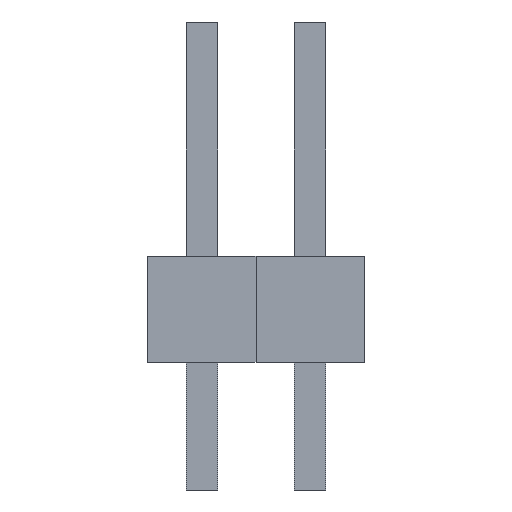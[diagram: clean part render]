
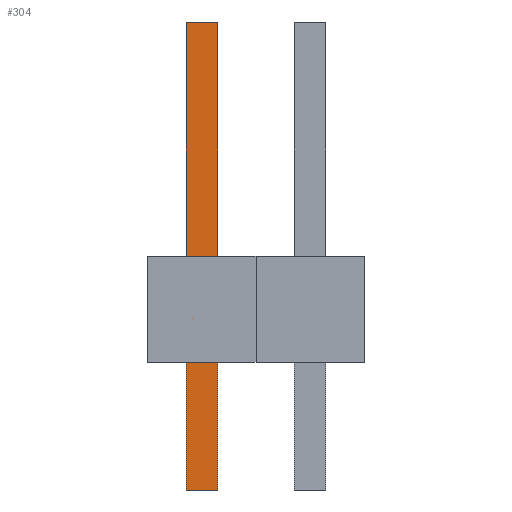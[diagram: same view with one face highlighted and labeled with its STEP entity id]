
A CAD part, front view. The second image highlights one B-rep face of the part: STEP entity #304.
In plain terms, the highlighted planar face has unit normal (0, -1, 0).
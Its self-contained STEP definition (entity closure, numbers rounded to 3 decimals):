
#13=DIRECTION('',(0.,0.,1.));
#14=DIRECTION('',(1.,0.,0.));
#145=VECTOR('',#13,1.);
#152=DIRECTION('',(0.,1.,0.));
#194=VECTOR('',#14,1.);
#258=EDGE_CURVE('',#259,#261,#263,.T.);
#259=VERTEX_POINT('',#260);
#260=CARTESIAN_POINT('',(-0.371,-0.371,-3.));
#261=VERTEX_POINT('',#262);
#262=CARTESIAN_POINT('',(-0.371,-0.371,8.));
#263=LINE('',#260,#145);
#282=ORIENTED_EDGE('',*,*,#283,.F.);
#283=EDGE_CURVE('',#284,#286,#288,.T.);
#284=VERTEX_POINT('',#285);
#285=CARTESIAN_POINT('',(0.371,-0.371,-3.));
#286=VERTEX_POINT('',#287);
#287=CARTESIAN_POINT('',(0.371,-0.371,8.));
#288=LINE('',#285,#145);
#304=ADVANCED_FACE('',(#305),#314,.F.);
#305=FACE_BOUND('',#306,.F.);
#306=EDGE_LOOP('',(#307,#310,#311,#282));
#307=ORIENTED_EDGE('',*,*,#308,.F.);
#308=EDGE_CURVE('',#259,#284,#309,.T.);
#309=LINE('',#260,#194);
#310=ORIENTED_EDGE('',*,*,#258,.T.);
#311=ORIENTED_EDGE('',*,*,#312,.T.);
#312=EDGE_CURVE('',#261,#286,#313,.T.);
#313=LINE('',#262,#194);
#314=PLANE('',#315);
#315=AXIS2_PLACEMENT_3D('',#260,#152,#13);
